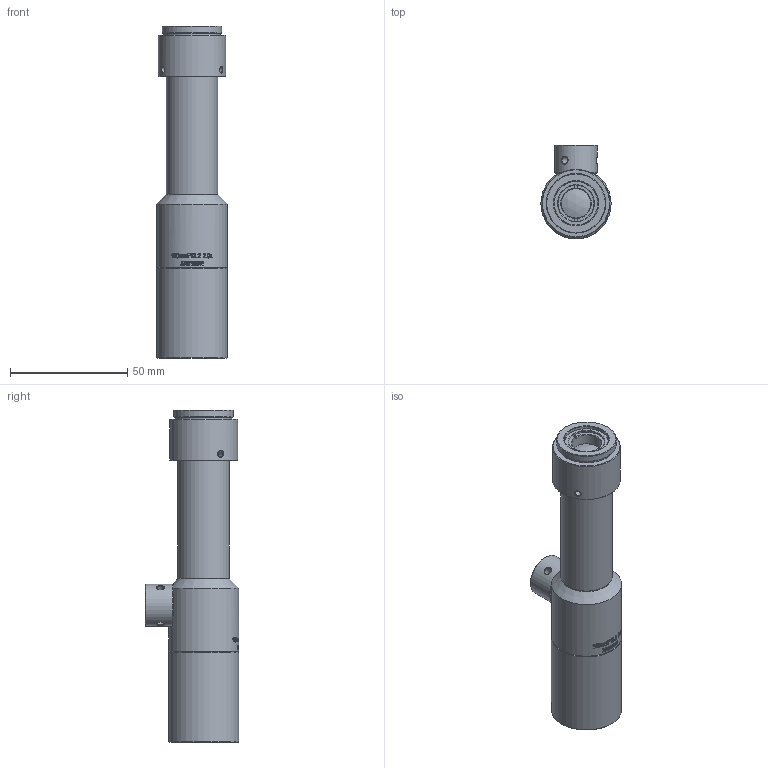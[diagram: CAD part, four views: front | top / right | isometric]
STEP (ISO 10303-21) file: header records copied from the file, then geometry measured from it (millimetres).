
FILE_DESCRIPTION(/* description */ (''),/* implementation_level */ '2;1');
FILE_NAME(/* name */ 'TC200110A_外形3D.stp',/* time_stamp */ '2022-03-22T15:42:29+08:00',/* author */ (''),/* organization */ (''),/* preprocessor_version */ 'ST-DEVELOPER v16',/* originating_system */ 'SIEMENS PLM Software NX 10.0',/* authorisation */ '');
FILE_SCHEMA (('AUTOMOTIVE_DESIGN { 1 0 10303 214 3 1 1 1 }'));
Length unit declared in the file: millimetre
Products named in the file (1): FLY3774EBE24yk0
Bounding box: 30 x 40 x 141.73 mm (x, y, z)
Volume: 44466.4 mm3; surface area: 33744.3 mm2
Topology: 10 solids, 10 shells, 561 faces, 1389 edges, 914 vertices
Faces by surface type: plane 214, extrusion 175, cone 80, cylinder 79, bspline 8, sphere 5
Full cylindrical faces by diameter (mm): 2.5 x3, 3 x3, 7.6 x1, 8 x1, 10 x1, 11.8 x1, 12 x1, 12.6 x2, 13.4 x1, 14 x3, 14.2 x1, 15 x2, 15.4 x1, 16 x1, 16.2 x1, 17 x3, 17.8 x1, 18 x1, 18.2 x1, 18.4 x1, 19 x3, 19.2 x1, 20 x2, 20.2 x1, 20.4 x1, 21 x1, 21.2 x1, 22 x2, 22.4 x1, 23.2 x1
Entity records: 21257 total; most frequent: CARTESIAN_POINT 9443, ORIENTED_EDGE 2402, DIRECTION 1897, EDGE_CURVE 1201, VERTEX_POINT 868, EDGE_LOOP 797, B_SPLINE_CURVE_WITH_KNOTS 695, AXIS2_PLACEMENT_3D 662
